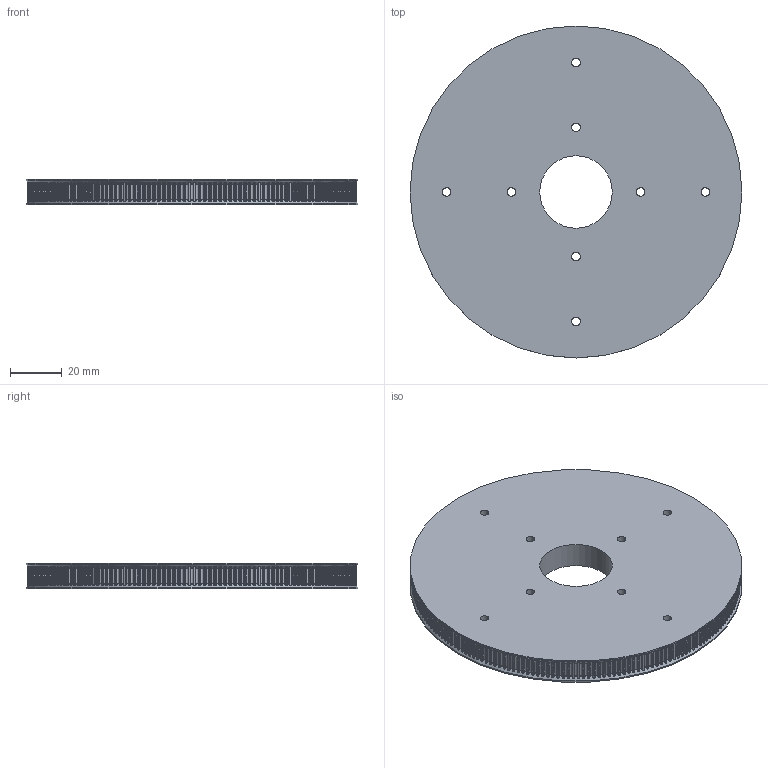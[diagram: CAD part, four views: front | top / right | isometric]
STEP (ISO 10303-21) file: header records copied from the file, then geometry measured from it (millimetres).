
FILE_DESCRIPTION(/* description */ ('STEP AP242','CAx-IF Rec.Pracs.---Representation and Presentation of Product Manufacturing Information (PMI)---4.0---2014-10-13','CAx-IF Rec.Pracs.---3D Tessellated Geometry---0.4---2014-09-14','2;1'),/* implementation_level */ '2;1');
FILE_NAME(/* name */ 'RA Gear',/* time_stamp */ '2025-06-30T06:23:53Z',/* author */ (''),/* organization */ (''),/* preprocessor_version */ 'ST-DEVELOPER v20',/* originating_system */ 'ONSHAPE BY PTC INC, 1.200',/* authorisation */ ' ');
FILE_SCHEMA (('AP242_MANAGED_MODEL_BASED_3D_ENGINEERING_MIM_LF { 1 0 10303 442 1 1 4 }'));
Length unit declared in the file: metre
Products named in the file (1): Part 1
Bounding box: 128.32 x 128.32 x 10 mm (x, y, z)
Volume: 118955.6 mm3; surface area: 31696.9 mm2
Topology: 1 solids, 1 shells, 1215 faces, 3646 edges, 2433 vertices
Faces by surface type: cylinder 1211, cone 2, plane 2
Full cylindrical faces by diameter (mm): 3.3 x8, 28 x1, 128.316 x2
Entity records: 43632 total; most frequent: CARTESIAN_POINT 14460, ORIENTED_EDGE 7244, DIRECTION 4476, EDGE_CURVE 3622, VERTEX_POINT 2422, B_SPLINE_CURVE_WITH_KNOTS 2000, AXIS2_PLACEMENT_3D 1638, EDGE_LOOP 1246
